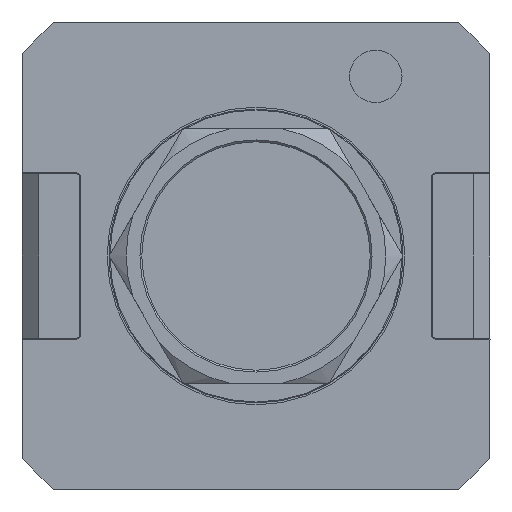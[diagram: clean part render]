
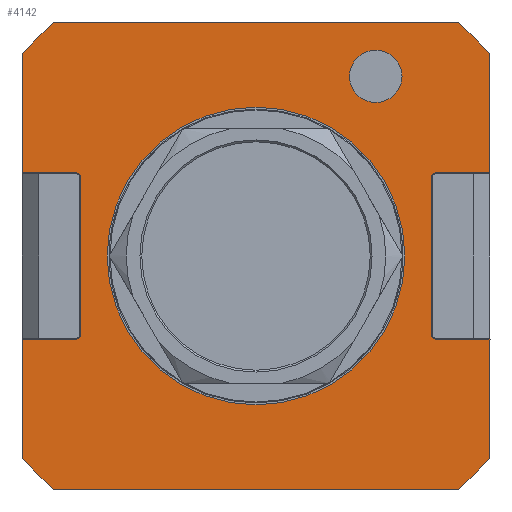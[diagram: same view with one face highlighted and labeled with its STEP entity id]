
A CAD part, left-side view. The second image highlights one B-rep face of the part: STEP entity #4142.
In plain terms, the highlighted planar face has unit normal (-1, 0, 0).
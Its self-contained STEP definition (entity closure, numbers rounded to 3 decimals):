
#555=CARTESIAN_POINT('',(-57.,0.,0.));
#556=DIRECTION('',(-1.,0.,0.));
#557=DIRECTION('',(0.,-0.653,-0.758));
#558=AXIS2_PLACEMENT_3D('',#555,#556,#557);
#739=CARTESIAN_POINT('',(-57.,0.,0.));
#740=DIRECTION('',(1.,0.,0.));
#741=DIRECTION('',(0.,0.653,-0.758));
#742=AXIS2_PLACEMENT_3D('',#739,#740,#741);
#824=CARTESIAN_POINT('',(-57.,0.,0.));
#825=DIRECTION('',(1.,0.,0.));
#826=DIRECTION('',(0.,0.758,0.653));
#827=AXIS2_PLACEMENT_3D('',#824,#825,#826);
#1008=CARTESIAN_POINT('',(-57.,0.,0.));
#1009=DIRECTION('',(-1.,0.,0.));
#1010=DIRECTION('',(0.,-0.758,0.653));
#1011=AXIS2_PLACEMENT_3D('',#1008,#1009,#1010);
#1018=DIRECTION('',(0.,0.,-1.));
#1019=VECTOR('',#1018,42.);
#1020=CARTESIAN_POINT('',(-57.,-46.85,21.));
#1021=LINE('',#1020,#1019);
#1022=CARTESIAN_POINT('',(-57.,-48.05,-21.));
#1023=DIRECTION('',(-1.,0.,0.));
#1024=DIRECTION('',(0.,1.,0.));
#1025=AXIS2_PLACEMENT_3D('',#1022,#1023,#1024);
#1027=DIRECTION('',(0.,-1.,0.));
#1028=VECTOR('',#1027,14.45);
#1029=CARTESIAN_POINT('',(-57.,-48.05,-22.2));
#1030=LINE('',#1029,#1028);
#1031=DIRECTION('',(0.,0.,-1.));
#1032=VECTOR('',#1031,31.652);
#1033=CARTESIAN_POINT('',(-57.,-62.5,-22.2));
#1034=LINE('',#1033,#1032);
#1035=DIRECTION('',(0.,1.,0.));
#1036=VECTOR('',#1035,107.703);
#1037=CARTESIAN_POINT('',(-57.,-53.852,-62.5));
#1038=LINE('',#1037,#1036);
#1039=DIRECTION('',(0.,0.,1.));
#1040=VECTOR('',#1039,31.652);
#1041=CARTESIAN_POINT('',(-57.,62.5,-53.852));
#1042=LINE('',#1041,#1040);
#1043=DIRECTION('',(0.,-1.,0.));
#1044=VECTOR('',#1043,14.45);
#1045=CARTESIAN_POINT('',(-57.,62.5,-22.2));
#1046=LINE('',#1045,#1044);
#1047=CARTESIAN_POINT('',(-57.,48.05,-21.));
#1048=DIRECTION('',(-1.,0.,0.));
#1049=DIRECTION('',(0.,0.,-1.));
#1050=AXIS2_PLACEMENT_3D('',#1047,#1048,#1049);
#1052=DIRECTION('',(0.,0.,1.));
#1053=VECTOR('',#1052,42.);
#1054=CARTESIAN_POINT('',(-57.,46.85,-21.));
#1055=LINE('',#1054,#1053);
#1056=CARTESIAN_POINT('',(-57.,48.05,21.));
#1057=DIRECTION('',(-1.,0.,0.));
#1058=DIRECTION('',(0.,-1.,0.));
#1059=AXIS2_PLACEMENT_3D('',#1056,#1057,#1058);
#1061=DIRECTION('',(0.,1.,0.));
#1062=VECTOR('',#1061,14.45);
#1063=CARTESIAN_POINT('',(-57.,48.05,22.2));
#1064=LINE('',#1063,#1062);
#1065=DIRECTION('',(0.,0.,1.));
#1066=VECTOR('',#1065,31.652);
#1067=CARTESIAN_POINT('',(-57.,62.5,22.2));
#1068=LINE('',#1067,#1066);
#1069=DIRECTION('',(0.,-1.,0.));
#1070=VECTOR('',#1069,107.703);
#1071=CARTESIAN_POINT('',(-57.,53.852,62.5));
#1072=LINE('',#1071,#1070);
#1073=DIRECTION('',(0.,0.,-1.));
#1074=VECTOR('',#1073,31.652);
#1075=CARTESIAN_POINT('',(-57.,-62.5,53.852));
#1076=LINE('',#1075,#1074);
#1077=DIRECTION('',(0.,1.,0.));
#1078=VECTOR('',#1077,14.45);
#1079=CARTESIAN_POINT('',(-57.,-62.5,22.2));
#1080=LINE('',#1079,#1078);
#1081=CARTESIAN_POINT('',(-57.,-48.05,21.));
#1082=DIRECTION('',(-1.,0.,0.));
#1083=DIRECTION('',(0.,0.,1.));
#1084=AXIS2_PLACEMENT_3D('',#1081,#1082,#1083);
#1086=CARTESIAN_POINT('',(-57.,0.,0.));
#1087=DIRECTION('',(1.,0.,0.));
#1088=DIRECTION('',(0.,0.,-1.));
#1089=AXIS2_PLACEMENT_3D('',#1086,#1087,#1088);
#1091=CARTESIAN_POINT('',(-57.,0.,0.));
#1092=DIRECTION('',(-1.,0.,0.));
#1093=DIRECTION('',(0.,0.,-1.));
#1094=AXIS2_PLACEMENT_3D('',#1091,#1092,#1093);
#1096=CARTESIAN_POINT('',(-57.,-32.,48.));
#1097=DIRECTION('',(1.,0.,0.));
#1098=DIRECTION('',(0.,0.,-1.));
#1099=AXIS2_PLACEMENT_3D('',#1096,#1097,#1098);
#1101=CARTESIAN_POINT('',(-57.,-32.,48.));
#1102=DIRECTION('',(1.,0.,0.));
#1103=DIRECTION('',(0.,0.,1.));
#1104=AXIS2_PLACEMENT_3D('',#1101,#1102,#1103);
#1116=CARTESIAN_POINT('',(-57.,-62.5,22.2));
#1148=CARTESIAN_POINT('',(-57.,-62.5,-22.2));
#1228=CARTESIAN_POINT('',(-57.,62.5,-22.2));
#1256=CARTESIAN_POINT('',(-57.,62.5,22.2));
#2321=CARTESIAN_POINT('',(-57.,-53.852,-62.5));
#2322=CARTESIAN_POINT('',(-57.,53.852,-62.5));
#2323=VERTEX_POINT('',#2321);
#2324=VERTEX_POINT('',#2322);
#2325=CARTESIAN_POINT('',(-57.,53.852,62.5));
#2326=CARTESIAN_POINT('',(-57.,-53.852,62.5));
#2327=VERTEX_POINT('',#2325);
#2328=VERTEX_POINT('',#2326);
#2329=CARTESIAN_POINT('',(-57.,-62.5,-53.852));
#2330=VERTEX_POINT('',#2329);
#2331=CARTESIAN_POINT('',(-57.,-62.5,53.852));
#2332=VERTEX_POINT('',#2331);
#2333=CARTESIAN_POINT('',(-57.,62.5,-53.852));
#2334=VERTEX_POINT('',#2333);
#2335=CARTESIAN_POINT('',(-57.,62.5,53.852));
#2336=VERTEX_POINT('',#2335);
#2346=CARTESIAN_POINT('',(-57.,0.,-39.75));
#2348=VERTEX_POINT('',#2346);
#2350=CARTESIAN_POINT('',(-57.,0.,39.75));
#2352=VERTEX_POINT('',#2350);
#2381=CARTESIAN_POINT('',(-57.,-46.85,21.));
#2382=CARTESIAN_POINT('',(-57.,-46.85,-21.));
#2383=VERTEX_POINT('',#2381);
#2384=VERTEX_POINT('',#2382);
#2389=CARTESIAN_POINT('',(-57.,46.85,-21.));
#2390=CARTESIAN_POINT('',(-57.,46.85,21.));
#2391=VERTEX_POINT('',#2389);
#2392=VERTEX_POINT('',#2390);
#2397=VERTEX_POINT('',#1116);
#2400=VERTEX_POINT('',#1148);
#2401=VERTEX_POINT('',#1228);
#2404=VERTEX_POINT('',#1256);
#2405=CARTESIAN_POINT('',(-57.,-48.05,-22.2));
#2406=VERTEX_POINT('',#2405);
#2409=CARTESIAN_POINT('',(-57.,-48.05,22.2));
#2410=VERTEX_POINT('',#2409);
#2413=CARTESIAN_POINT('',(-57.,48.05,22.2));
#2414=VERTEX_POINT('',#2413);
#2417=CARTESIAN_POINT('',(-57.,48.05,-22.2));
#2418=VERTEX_POINT('',#2417);
#2597=CARTESIAN_POINT('',(-57.,-32.,41.));
#2598=CARTESIAN_POINT('',(-57.,-32.,55.));
#2599=VERTEX_POINT('',#2597);
#2600=VERTEX_POINT('',#2598);
#4093=CARTESIAN_POINT('',(-57.,0.,0.));
#4094=DIRECTION('',(-1.,0.,0.));
#4095=DIRECTION('',(0.,0.,1.));
#4096=AXIS2_PLACEMENT_3D('',#4093,#4094,#4095);
#4097=PLANE('',#4096);
#4099=ORIENTED_EDGE('',*,*,#4098,.T.);
#4101=ORIENTED_EDGE('',*,*,#4100,.T.);
#4103=ORIENTED_EDGE('',*,*,#4102,.T.);
#4104=ORIENTED_EDGE('',*,*,#3410,.T.);
#4105=ORIENTED_EDGE('',*,*,#3529,.F.);
#4106=ORIENTED_EDGE('',*,*,#3553,.T.);
#4107=ORIENTED_EDGE('',*,*,#3731,.T.);
#4108=ORIENTED_EDGE('',*,*,#3759,.T.);
#4110=ORIENTED_EDGE('',*,*,#4109,.T.);
#4112=ORIENTED_EDGE('',*,*,#4111,.T.);
#4114=ORIENTED_EDGE('',*,*,#4113,.T.);
#4116=ORIENTED_EDGE('',*,*,#4115,.T.);
#4118=ORIENTED_EDGE('',*,*,#4117,.T.);
#4119=ORIENTED_EDGE('',*,*,#3755,.T.);
#4120=ORIENTED_EDGE('',*,*,#3885,.T.);
#4121=ORIENTED_EDGE('',*,*,#3911,.T.);
#4122=ORIENTED_EDGE('',*,*,#4086,.F.);
#4123=ORIENTED_EDGE('',*,*,#3414,.T.);
#4125=ORIENTED_EDGE('',*,*,#4124,.T.);
#4127=ORIENTED_EDGE('',*,*,#4126,.T.);
#4128=EDGE_LOOP('',(#4099,#4101,#4103,#4104,#4105,#4106,#4107,#4108,#4110,#4112,
#4114,#4116,#4118,#4119,#4120,#4121,#4122,#4123,#4125,#4127));
#4129=FACE_OUTER_BOUND('',#4128,.F.);
#4131=ORIENTED_EDGE('',*,*,#4130,.F.);
#4133=ORIENTED_EDGE('',*,*,#4132,.T.);
#4134=EDGE_LOOP('',(#4131,#4133));
#4135=FACE_BOUND('',#4134,.F.);
#4137=ORIENTED_EDGE('',*,*,#4136,.F.);
#4139=ORIENTED_EDGE('',*,*,#4138,.F.);
#4140=EDGE_LOOP('',(#4137,#4139));
#4141=FACE_BOUND('',#4140,.F.);
#4142=ADVANCED_FACE('',(#4129,#4135,#4141),#4097,.T.);
#559=CIRCLE('',#558,82.5);
#743=CIRCLE('',#742,82.5);
#828=CIRCLE('',#827,82.5);
#1012=CIRCLE('',#1011,82.5);
#1026=CIRCLE('',#1025,1.2);
#1051=CIRCLE('',#1050,1.2);
#1060=CIRCLE('',#1059,1.2);
#1085=CIRCLE('',#1084,1.2);
#1090=CIRCLE('',#1089,39.75);
#1095=CIRCLE('',#1094,39.75);
#1100=CIRCLE('',#1099,7.);
#1105=CIRCLE('',#1104,7.);
#3410=EDGE_CURVE('',#2400,#2330,#1034,.T.);
#3414=EDGE_CURVE('',#2332,#2397,#1076,.T.);
#3529=EDGE_CURVE('',#2323,#2330,#559,.T.);
#3553=EDGE_CURVE('',#2323,#2324,#1038,.T.);
#3731=EDGE_CURVE('',#2324,#2334,#743,.T.);
#3755=EDGE_CURVE('',#2404,#2336,#1068,.T.);
#3759=EDGE_CURVE('',#2334,#2401,#1042,.T.);
#3885=EDGE_CURVE('',#2336,#2327,#828,.T.);
#3911=EDGE_CURVE('',#2327,#2328,#1072,.T.);
#4086=EDGE_CURVE('',#2332,#2328,#1012,.T.);
#4098=EDGE_CURVE('',#2383,#2384,#1021,.T.);
#4100=EDGE_CURVE('',#2384,#2406,#1026,.T.);
#4102=EDGE_CURVE('',#2406,#2400,#1030,.T.);
#4109=EDGE_CURVE('',#2401,#2418,#1046,.T.);
#4111=EDGE_CURVE('',#2418,#2391,#1051,.T.);
#4113=EDGE_CURVE('',#2391,#2392,#1055,.T.);
#4115=EDGE_CURVE('',#2392,#2414,#1060,.T.);
#4117=EDGE_CURVE('',#2414,#2404,#1064,.T.);
#4124=EDGE_CURVE('',#2397,#2410,#1080,.T.);
#4126=EDGE_CURVE('',#2410,#2383,#1085,.T.);
#4130=EDGE_CURVE('',#2348,#2352,#1090,.T.);
#4132=EDGE_CURVE('',#2348,#2352,#1095,.T.);
#4136=EDGE_CURVE('',#2599,#2600,#1100,.T.);
#4138=EDGE_CURVE('',#2600,#2599,#1105,.T.);
